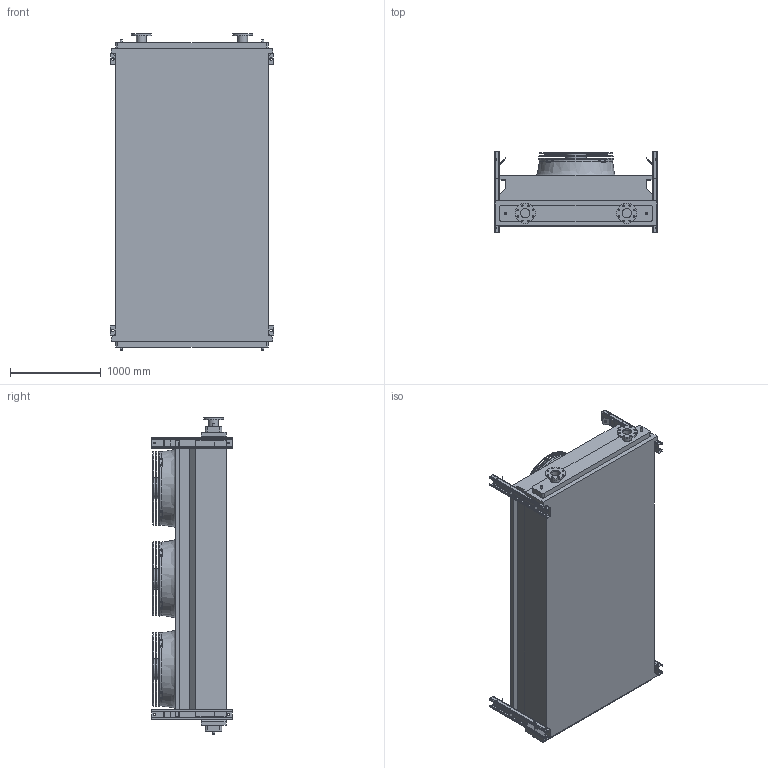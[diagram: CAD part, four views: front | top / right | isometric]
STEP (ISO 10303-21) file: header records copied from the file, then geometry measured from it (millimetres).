
FILE_DESCRIPTION (( 'STEP AP203' ), '1' );
FILE_NAME ('BOAM_03C_V_SS.STEP', '2017-03-30T07:11:55', ( 'Alfa Laval' ), ( 'Alfa Laval' ), 'SwSTEP 2.0', 'SolidWorks 2016', '' );
FILE_SCHEMA (( 'CONFIG_CONTROL_DESIGN' ));
Length unit declared in the file: millimetre
Products named in the file (4): BOA_LIGHT_BOCF_42T_C_3M_SS; BOFE_HV_LIGHT_BOM3C; BOFA_LIGHT_�800; BOAM_03C_V_SS
Assembly tree (5 placements, depth 2):
  BOAM_03C_V_SS
    BOA_LIGHT_BOCF_42T_C_3M_SS
    BOFE_HV_LIGHT_BOM3C
    BOFA_LIGHT_�800  x3
Bounding box: 1806 x 893 x 3498 mm (x, y, z)
Volume: 3265381421.1 mm3; surface area: 24726854 mm2
Topology: 62 solids, 65 shells, 910 faces, 2221 edges, 1469 vertices
Faces by surface type: plane 420, cylinder 306, torus 163, cone 18, bspline 3
Full cylindrical faces by diameter (mm): 14 x24, 18 x16, 20 x8, 25 x4, 28 x12, 103 x2, 108 x2, 220 x2, 228 x3, 236 x3, 262.56 x3, 276 x3, 308 x3, 328 x3, 405 x3, 425 x3, 502 x3, 522 x3, 599 x3, 619 x3, 696 x3, 716 x3, 793 x3, 812 x3
Entity records: 19295 total; most frequent: CARTESIAN_POINT 5416, DIRECTION 2865, ORIENTED_EDGE 2540, EDGE_CURVE 1270, AXIS2_PLACEMENT_3D 1096, VERTEX_POINT 894, EDGE_LOOP 832, VECTOR 673
